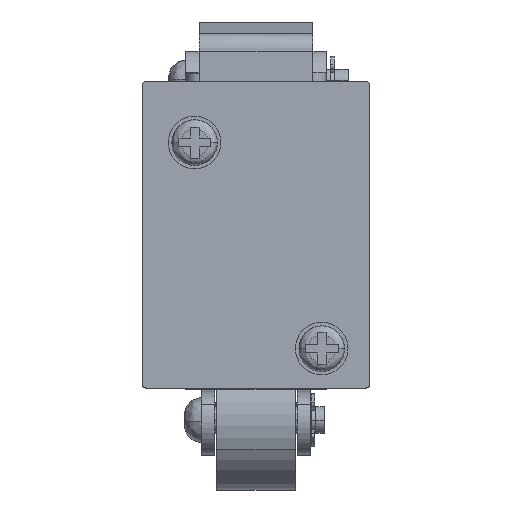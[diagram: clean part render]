
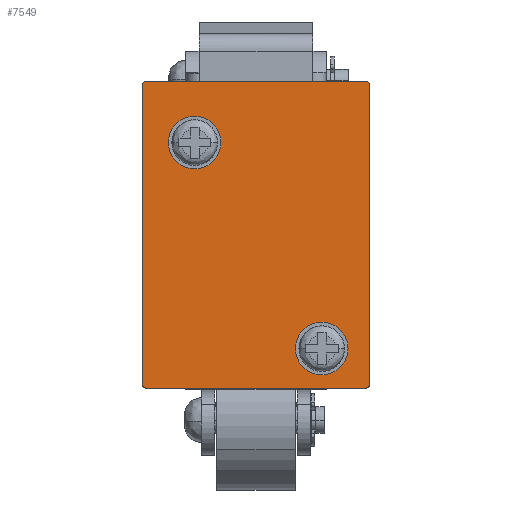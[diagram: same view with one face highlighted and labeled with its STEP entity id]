
A CAD part, front view. The second image highlights one B-rep face of the part: STEP entity #7549.
In plain terms, the highlighted planar face has unit normal (0, -1, 0).
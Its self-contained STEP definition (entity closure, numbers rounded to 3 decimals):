
#257 = CARTESIAN_POINT ( 'NONE',  ( -7., -41.361, -24.361 ) ) ;
#647 = FACE_BOUND ( 'NONE', #11409, .T. ) ;
#709 = EDGE_CURVE ( 'NONE', #13734, #12115, #9077, .T. ) ;
#817 = ORIENTED_EDGE ( 'NONE', *, *, #1365, .F. ) ;
#922 = EDGE_CURVE ( 'NONE', #12115, #13734, #7645, .T. ) ;
#923 = VERTEX_POINT ( 'NONE', #10655 ) ;
#1002 = CARTESIAN_POINT ( 'NONE',  ( -13., -41.361, -51.861 ) ) ;
#1038 = DIRECTION ( 'NONE',  ( 0., -1., 0. ) ) ;
#1223 = VERTEX_POINT ( 'NONE', #3950 ) ;
#1365 = EDGE_CURVE ( 'NONE', #4919, #14566, #10313, .T. ) ;
#1398 = AXIS2_PLACEMENT_3D ( 'NONE', #3443, #11426, #4598 ) ;
#1430 = DIRECTION ( 'NONE',  ( 1., 0., 0. ) ) ;
#1967 = VERTEX_POINT ( 'NONE', #13867 ) ;
#2030 = VERTEX_POINT ( 'NONE', #4888 ) ;
#2091 = ORIENTED_EDGE ( 'NONE', *, *, #709, .F. ) ;
#2328 = DIRECTION ( 'NONE',  ( -1., 0., 0. ) ) ;
#2373 = EDGE_CURVE ( 'NONE', #9722, #2030, #7060, .T. ) ;
#2546 = CIRCLE ( 'NONE', #1398, 0.5 ) ;
#3032 = AXIS2_PLACEMENT_3D ( 'NONE', #4471, #12442, #5606 ) ;
#3261 = DIRECTION ( 'NONE',  ( -1., 0., 0. ) ) ;
#3303 = CARTESIAN_POINT ( 'NONE',  ( 0., -41.361, -34.861 ) ) ;
#3443 = CARTESIAN_POINT ( 'NONE',  ( -12.5, -41.361, -51.861 ) ) ;
#3950 = CARTESIAN_POINT ( 'NONE',  ( -12.5, -41.361, -17.361 ) ) ;
#3958 = CARTESIAN_POINT ( 'NONE',  ( 13., -41.361, -17.361 ) ) ;
#4283 = EDGE_CURVE ( 'NONE', #2030, #7363, #7709, .T. ) ;
#4375 = VERTEX_POINT ( 'NONE', #12546 ) ;
#4435 = ORIENTED_EDGE ( 'NONE', *, *, #4733, .T. ) ;
#4457 = PLANE ( 'NONE',  #7833 ) ;
#4471 = CARTESIAN_POINT ( 'NONE',  ( 12.5, -41.361, -17.861 ) ) ;
#4598 = DIRECTION ( 'NONE',  ( -1., 0., 0. ) ) ;
#4730 = DIRECTION ( 'NONE',  ( 0., 1., 0. ) ) ;
#4733 = EDGE_CURVE ( 'NONE', #9722, #5921, #5386, .T. ) ;
#4888 = CARTESIAN_POINT ( 'NONE',  ( 12.5, -41.361, -52.361 ) ) ;
#4919 = VERTEX_POINT ( 'NONE', #1002 ) ;
#4967 = EDGE_CURVE ( 'NONE', #7363, #4919, #2546, .T. ) ;
#4991 = CIRCLE ( 'NONE', #3032, 0.5 ) ;
#5216 = ORIENTED_EDGE ( 'NONE', *, *, #7393, .F. ) ;
#5386 = LINE ( 'NONE', #3958, #11449 ) ;
#5457 = CIRCLE ( 'NONE', #13478, 3. ) ;
#5466 = CARTESIAN_POINT ( 'NONE',  ( 0., -41.361, -52.361 ) ) ;
#5606 = DIRECTION ( 'NONE',  ( -1., 0., 0. ) ) ;
#5723 = DIRECTION ( 'NONE',  ( 1., 0., 0. ) ) ;
#5751 = CARTESIAN_POINT ( 'NONE',  ( 12.5, -41.361, -51.861 ) ) ;
#5921 = VERTEX_POINT ( 'NONE', #9818 ) ;
#6101 = EDGE_CURVE ( 'NONE', #1967, #5921, #4991, .T. ) ;
#6187 = AXIS2_PLACEMENT_3D ( 'NONE', #5751, #11439, #2328 ) ;
#6619 = CARTESIAN_POINT ( 'NONE',  ( -12.5, -41.361, -52.361 ) ) ;
#6692 = FACE_BOUND ( 'NONE', #13318, .T. ) ;
#6898 = DIRECTION ( 'NONE',  ( 1., 0., 0. ) ) ;
#7060 = CIRCLE ( 'NONE', #6187, 0.5 ) ;
#7272 = VECTOR ( 'NONE', #12463, 1000. ) ;
#7363 = VERTEX_POINT ( 'NONE', #6619 ) ;
#7393 = EDGE_CURVE ( 'NONE', #4375, #923, #5457, .T. ) ;
#7443 = CIRCLE ( 'NONE', #14708, 0.5 ) ;
#7549 = ADVANCED_FACE ( 'NONE', ( #12412, #6692, #647 ), #4457, .F. ) ;
#7645 = CIRCLE ( 'NONE', #8960, 3. ) ;
#7709 = LINE ( 'NONE', #5466, #13796 ) ;
#7745 = EDGE_CURVE ( 'NONE', #923, #4375, #12963, .T. ) ;
#7833 = AXIS2_PLACEMENT_3D ( 'NONE', #3303, #14711, #7882 ) ;
#7857 = CARTESIAN_POINT ( 'NONE',  ( -7., -41.361, -24.361 ) ) ;
#7882 = DIRECTION ( 'NONE',  ( -1., 0., 0. ) ) ;
#7995 = ORIENTED_EDGE ( 'NONE', *, *, #4283, .F. ) ;
#8152 = EDGE_CURVE ( 'NONE', #1223, #1967, #10623, .T. ) ;
#8203 = ORIENTED_EDGE ( 'NONE', *, *, #14537, .F. ) ;
#8204 = CARTESIAN_POINT ( 'NONE',  ( -13., -41.361, -17.861 ) ) ;
#8241 = DIRECTION ( 'NONE',  ( 0., -1., 0. ) ) ;
#8464 = CARTESIAN_POINT ( 'NONE',  ( 4.5, -41.361, -47.861 ) ) ;
#8476 = AXIS2_PLACEMENT_3D ( 'NONE', #11184, #9711, #5723 ) ;
#8747 = CARTESIAN_POINT ( 'NONE',  ( 13., -41.361, -51.861 ) ) ;
#8874 = ORIENTED_EDGE ( 'NONE', *, *, #8152, .F. ) ;
#8960 = AXIS2_PLACEMENT_3D ( 'NONE', #12655, #14444, #6898 ) ;
#9005 = DIRECTION ( 'NONE',  ( 1., 0., 0. ) ) ;
#9077 = CIRCLE ( 'NONE', #8476, 3. ) ;
#9711 = DIRECTION ( 'NONE',  ( 0., -1., 0. ) ) ;
#9722 = VERTEX_POINT ( 'NONE', #8747 ) ;
#9818 = CARTESIAN_POINT ( 'NONE',  ( 13., -41.361, -17.861 ) ) ;
#10133 = ORIENTED_EDGE ( 'NONE', *, *, #6101, .F. ) ;
#10271 = CARTESIAN_POINT ( 'NONE',  ( 0., -41.361, -17.361 ) ) ;
#10313 = LINE ( 'NONE', #13231, #7272 ) ;
#10623 = LINE ( 'NONE', #10271, #12950 ) ;
#10637 = ORIENTED_EDGE ( 'NONE', *, *, #922, .F. ) ;
#10655 = CARTESIAN_POINT ( 'NONE',  ( -10., -41.361, -24.361 ) ) ;
#10936 = EDGE_LOOP ( 'NONE', ( #8203, #817, #12894, #7995, #14596, #4435, #10133, #8874 ) ) ;
#11184 = CARTESIAN_POINT ( 'NONE',  ( 7.5, -41.361, -47.861 ) ) ;
#11409 = EDGE_LOOP ( 'NONE', ( #5216, #13275 ) ) ;
#11426 = DIRECTION ( 'NONE',  ( 0., 1., 0. ) ) ;
#11439 = DIRECTION ( 'NONE',  ( 0., 1., 0. ) ) ;
#11449 = VECTOR ( 'NONE', #14237, 1000. ) ;
#11554 = CARTESIAN_POINT ( 'NONE',  ( -12.5, -41.361, -17.861 ) ) ;
#12115 = VERTEX_POINT ( 'NONE', #13333 ) ;
#12412 = FACE_OUTER_BOUND ( 'NONE', #10936, .T. ) ;
#12442 = DIRECTION ( 'NONE',  ( 0., 1., 0. ) ) ;
#12463 = DIRECTION ( 'NONE',  ( 0., 0., 1. ) ) ;
#12546 = CARTESIAN_POINT ( 'NONE',  ( -4., -41.361, -24.361 ) ) ;
#12655 = CARTESIAN_POINT ( 'NONE',  ( 7.5, -41.361, -47.861 ) ) ;
#12705 = DIRECTION ( 'NONE',  ( -1., 0., 0. ) ) ;
#12894 = ORIENTED_EDGE ( 'NONE', *, *, #4967, .F. ) ;
#12950 = VECTOR ( 'NONE', #13671, 1000. ) ;
#12963 = CIRCLE ( 'NONE', #13968, 3. ) ;
#13231 = CARTESIAN_POINT ( 'NONE',  ( -13., -41.361, -34.861 ) ) ;
#13275 = ORIENTED_EDGE ( 'NONE', *, *, #7745, .F. ) ;
#13318 = EDGE_LOOP ( 'NONE', ( #10637, #2091 ) ) ;
#13333 = CARTESIAN_POINT ( 'NONE',  ( 10.5, -41.361, -47.861 ) ) ;
#13478 = AXIS2_PLACEMENT_3D ( 'NONE', #7857, #1038, #9005 ) ;
#13671 = DIRECTION ( 'NONE',  ( 1., 0., 0. ) ) ;
#13734 = VERTEX_POINT ( 'NONE', #8464 ) ;
#13796 = VECTOR ( 'NONE', #3261, 1000. ) ;
#13867 = CARTESIAN_POINT ( 'NONE',  ( 12.5, -41.361, -17.361 ) ) ;
#13968 = AXIS2_PLACEMENT_3D ( 'NONE', #257, #8241, #1430 ) ;
#14237 = DIRECTION ( 'NONE',  ( 0., 0., 1. ) ) ;
#14444 = DIRECTION ( 'NONE',  ( 0., -1., 0. ) ) ;
#14537 = EDGE_CURVE ( 'NONE', #14566, #1223, #7443, .T. ) ;
#14566 = VERTEX_POINT ( 'NONE', #8204 ) ;
#14596 = ORIENTED_EDGE ( 'NONE', *, *, #2373, .F. ) ;
#14708 = AXIS2_PLACEMENT_3D ( 'NONE', #11554, #4730, #12705 ) ;
#14711 = DIRECTION ( 'NONE',  ( 0., 1., 0. ) ) ;
